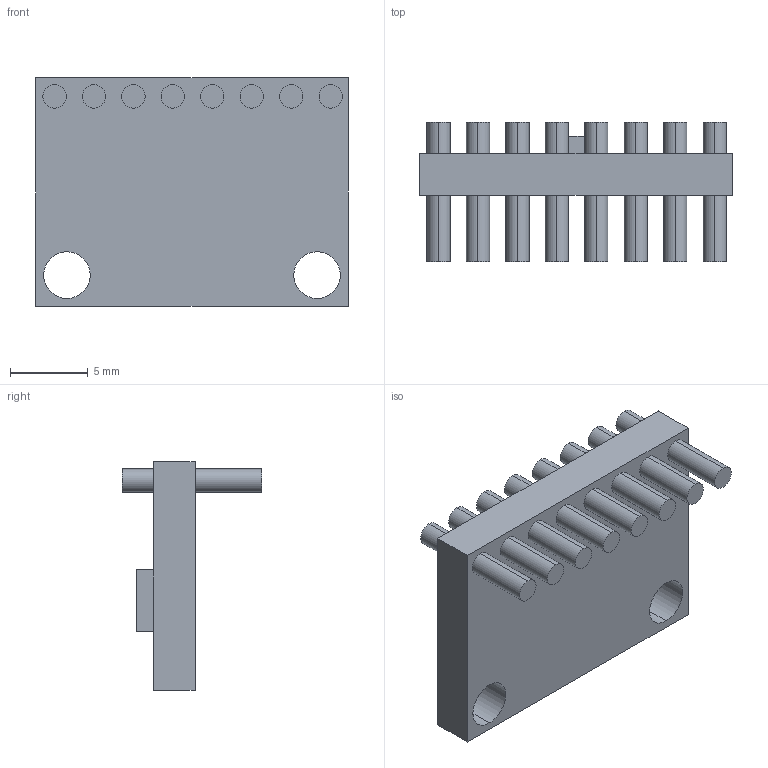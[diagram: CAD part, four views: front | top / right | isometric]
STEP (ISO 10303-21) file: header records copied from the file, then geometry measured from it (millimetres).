
FILE_DESCRIPTION (( 'STEP AP214' ), '1' );
FILE_NAME ('CCS811.STEP', '2021-08-23T18:43:54', ( '' ), ( '' ), 'SwSTEP 2.0', 'SolidWorks 2020', '' );
FILE_SCHEMA (( 'AUTOMOTIVE_DESIGN' ));
Length unit declared in the file: millimetre
Products named in the file (1): CCS811
Bounding box: 20.1 x 9 x 14.7 mm (x, y, z)
Volume: 860.5 mm3; surface area: 1053.7 mm2
Topology: 1 solids, 1 shells, 63 faces, 132 edges, 88 vertices
Faces by surface type: cylinder 36, plane 27
Entity records: 1925 total; most frequent: DIRECTION 332, CARTESIAN_POINT 284, ORIENTED_EDGE 264, AXIS2_PLACEMENT_3D 136, EDGE_CURVE 132, VERTEX_POINT 88, EDGE_LOOP 84, CIRCLE 72
